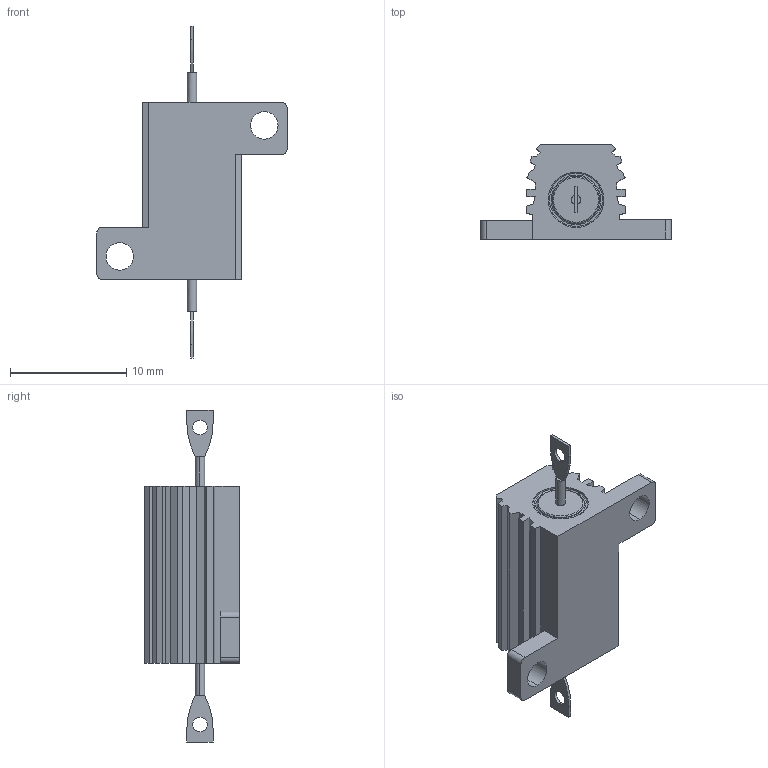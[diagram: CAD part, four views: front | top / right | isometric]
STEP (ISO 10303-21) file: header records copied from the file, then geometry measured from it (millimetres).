
FILE_DESCRIPTION (( 'STEP AP214' ), '1' );
FILE_NAME ('RH-NH005.STEP', '2014-04-01T14:03:55', ( '' ), ( '' ), 'SwSTEP 2.0', 'SolidWorks 2012', '' );
FILE_SCHEMA (( 'AUTOMOTIVE_DESIGN' ));
Length unit declared in the file: millimetre
Products named in the file (1): RH-NH005
Bounding box: 16.41 x 8.13 x 28.58 mm (x, y, z)
Volume: 986.3 mm3; surface area: 873.4 mm2
Topology: 1 solids, 1 shells, 116 faces, 298 edges, 190 vertices
Faces by surface type: plane 74, cylinder 28, torus 14
Entity records: 4836 total; most frequent: DIRECTION 628, CARTESIAN_POINT 605, ORIENTED_EDGE 596, EDGE_CURVE 298, AXIS2_PLACEMENT_3D 213, VECTOR 202, LINE 202, VERTEX_POINT 190
